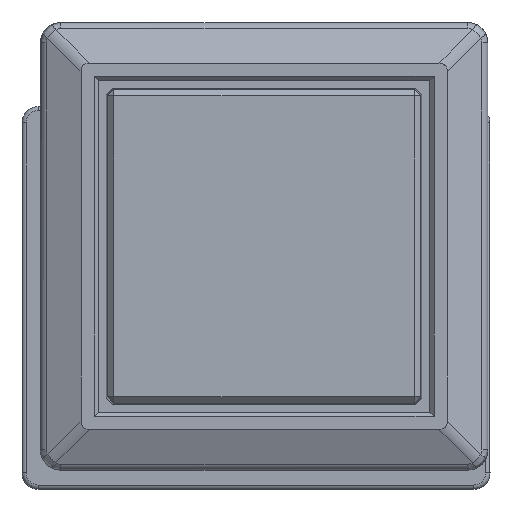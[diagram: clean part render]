
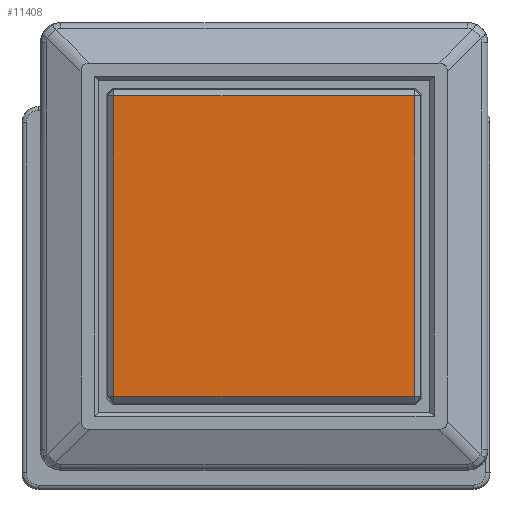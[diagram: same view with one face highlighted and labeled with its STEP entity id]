
A CAD part, top view. The second image highlights one B-rep face of the part: STEP entity #11408.
In plain terms, the highlighted face is planar.
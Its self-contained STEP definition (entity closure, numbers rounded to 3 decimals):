
#499 = VERTEX_POINT ( 'NONE', #8321 ) ;
#658 = CARTESIAN_POINT ( 'NONE',  ( 0., 4., 7.396 ) ) ;
#713 = ORIENTED_EDGE ( 'NONE', *, *, #10486, .F. ) ;
#1055 = FACE_OUTER_BOUND ( 'NONE', #8583, .T. ) ;
#2137 = CARTESIAN_POINT ( 'NONE',  ( -7.396, 4., -7.396 ) ) ;
#2728 = CARTESIAN_POINT ( 'NONE',  ( -7.396, 4., 7.396 ) ) ;
#3023 = VERTEX_POINT ( 'NONE', #14663 ) ;
#3108 = EDGE_CURVE ( 'NONE', #10779, #499, #12432, .T. ) ;
#3120 = VECTOR ( 'NONE', #9962, 1000. ) ;
#3411 = ORIENTED_EDGE ( 'NONE', *, *, #7974, .T. ) ;
#3718 = DIRECTION ( 'NONE',  ( 0., 0., -1. ) ) ;
#3720 = AXIS2_PLACEMENT_3D ( 'NONE', #11568, #16593, #5028 ) ;
#4144 = EDGE_CURVE ( 'NONE', #3023, #499, #16277, .T. ) ;
#4692 = CARTESIAN_POINT ( 'NONE',  ( 7.396, 4., 0. ) ) ;
#4819 = DIRECTION ( 'NONE',  ( -1., 0., 0. ) ) ;
#5028 = DIRECTION ( 'NONE',  ( 0., 0., -1. ) ) ;
#5923 = DIRECTION ( 'NONE',  ( 1., 0., 0. ) ) ;
#6329 = PLANE ( 'NONE',  #3720 ) ;
#6414 = VECTOR ( 'NONE', #5923, 1000. ) ;
#7974 = EDGE_CURVE ( 'NONE', #3023, #9058, #11367, .T. ) ;
#8321 = CARTESIAN_POINT ( 'NONE',  ( 7.396, 4., 7.396 ) ) ;
#8583 = EDGE_LOOP ( 'NONE', ( #15674, #11165, #3411, #713 ) ) ;
#9058 = VERTEX_POINT ( 'NONE', #2137 ) ;
#9862 = VECTOR ( 'NONE', #4819, 1000. ) ;
#9962 = DIRECTION ( 'NONE',  ( 0., 0., 1. ) ) ;
#10293 = LINE ( 'NONE', #15352, #15124 ) ;
#10486 = EDGE_CURVE ( 'NONE', #10779, #9058, #10293, .T. ) ;
#10779 = VERTEX_POINT ( 'NONE', #2728 ) ;
#11165 = ORIENTED_EDGE ( 'NONE', *, *, #4144, .F. ) ;
#11367 = LINE ( 'NONE', #16394, #9862 ) ;
#11408 = ADVANCED_FACE ( 'NONE', ( #1055 ), #6329, .F. ) ;
#11568 = CARTESIAN_POINT ( 'NONE',  ( -7.396, 4., 7.396 ) ) ;
#12432 = LINE ( 'NONE', #658, #6414 ) ;
#14663 = CARTESIAN_POINT ( 'NONE',  ( 7.396, 4., -7.396 ) ) ;
#15124 = VECTOR ( 'NONE', #3718, 1000. ) ;
#15352 = CARTESIAN_POINT ( 'NONE',  ( -7.396, 4., 0. ) ) ;
#15674 = ORIENTED_EDGE ( 'NONE', *, *, #3108, .T. ) ;
#16277 = LINE ( 'NONE', #4692, #3120 ) ;
#16394 = CARTESIAN_POINT ( 'NONE',  ( 0., 4., -7.396 ) ) ;
#16593 = DIRECTION ( 'NONE',  ( 0., -1., 0. ) ) ;
